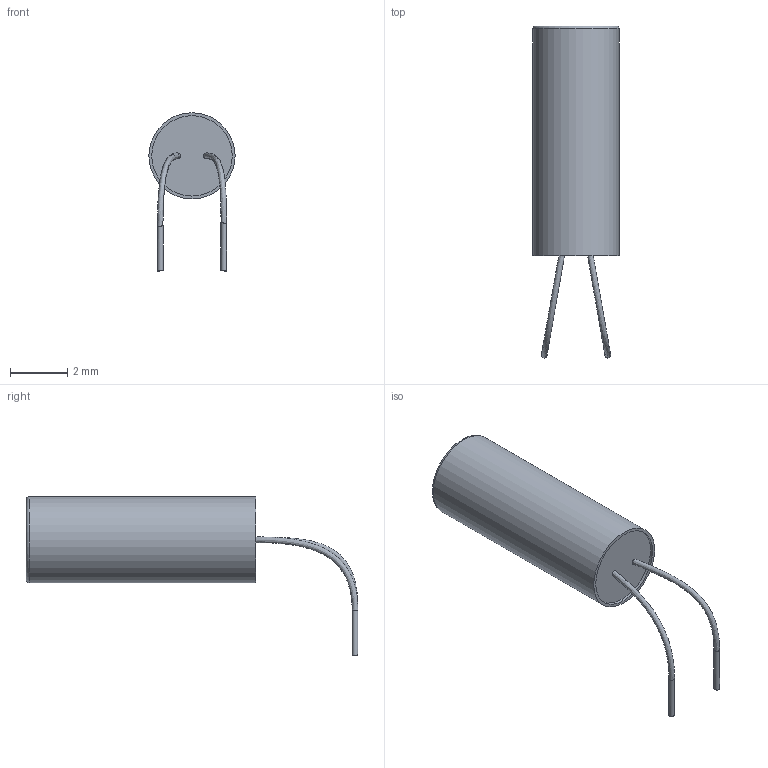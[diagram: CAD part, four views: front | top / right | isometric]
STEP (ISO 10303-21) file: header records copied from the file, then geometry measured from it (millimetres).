
FILE_DESCRIPTION(('FreeCAD Model'),'2;1');
FILE_NAME('Crystal_C38-LF_D3.0mm_L8.0mm_Horizontal.step', '2019-12-22T17:27:38',('kicad StepUp'),('ksu MCAD'), 'Open CASCADE STEP processor 7.3','FreeCAD','Unknown');
FILE_SCHEMA(('AUTOMOTIVE_DESIGN { 1 0 10303 214 1 1 1 1 }'));
Length unit declared in the file: millimetre
Products named in the file (1): Crystal_C38-LF_D3.0mm_L8.0mm_Horizontal
Bounding box: 3 x 11.55 x 5.52 mm (x, y, z)
Volume: 55.9 mm3; surface area: 117.5 mm2
Topology: 2 solids, 4 shells, 13 faces, 21 edges, 13 vertices
Faces by surface type: plane 5, cylinder 3, bspline 2, extrusion 2, torus 1
Full cylindrical faces by diameter (mm): 2.8 x2, 3 x1
Entity records: 619 total; most frequent: CARTESIAN_POINT 284, DIRECTION 51, ORIENTED_EDGE 38, AXIS2_PLACEMENT_3D 22, EDGE_CURVE 21, FACE_BOUND 14, EDGE_LOOP 14, ADVANCED_FACE 13
